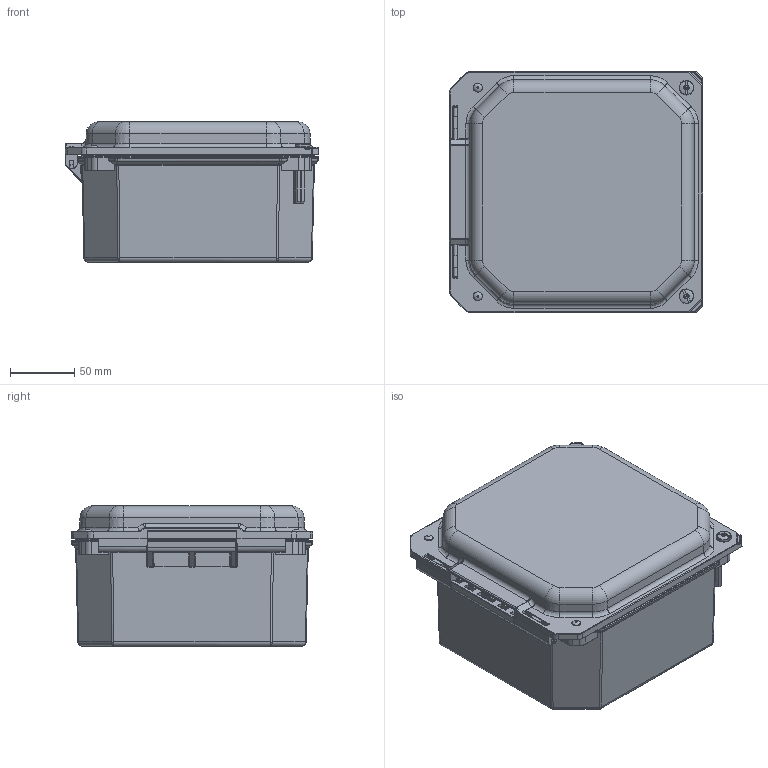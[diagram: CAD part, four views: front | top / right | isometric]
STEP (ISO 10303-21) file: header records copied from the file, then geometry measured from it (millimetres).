
FILE_DESCRIPTION (( 'STEP AP214' ), '1' );
FILE_NAME ('FRCC60604HW.STEP', '2018-11-01T16:30:47', ( '' ), ( '' ), 'SwSTEP 2.0', 'SolidWorks 2018', '' );
FILE_SCHEMA (( 'AUTOMOTIVE_DESIGN' ));
Length unit declared in the file: inch
Products named in the file (1): FRCC60604HW
Bounding box: 197.89 x 188.36 x 109.52 mm (x, y, z)
Volume: 518379 mm3; surface area: 310300.4 mm2
Topology: 25 solids, 25 shells, 1931 faces, 4657 edges, 2700 vertices
Faces by surface type: cylinder 709, bspline 540, plane 538, cone 126, torus 18
Full cylindrical faces by diameter (mm): 3.429 x2, 3.48 x2, 3.81 x2, 3.861 x8, 3.962 x12, 5.055 x2, 5.3 x2, 5.563 x4, 6.248 x12, 6.401 x4, 7.925 x6, 11.43 x2
Entity records: 105131 total; most frequent: CARTESIAN_POINT 41152, ORIENTED_EDGE 8844, DIRECTION 6332, EDGE_CURVE 4422, VERTEX_POINT 2655, AXIS2_PLACEMENT_3D 2187, EDGE_LOOP 2123, FACE_OUTER_BOUND 2021
